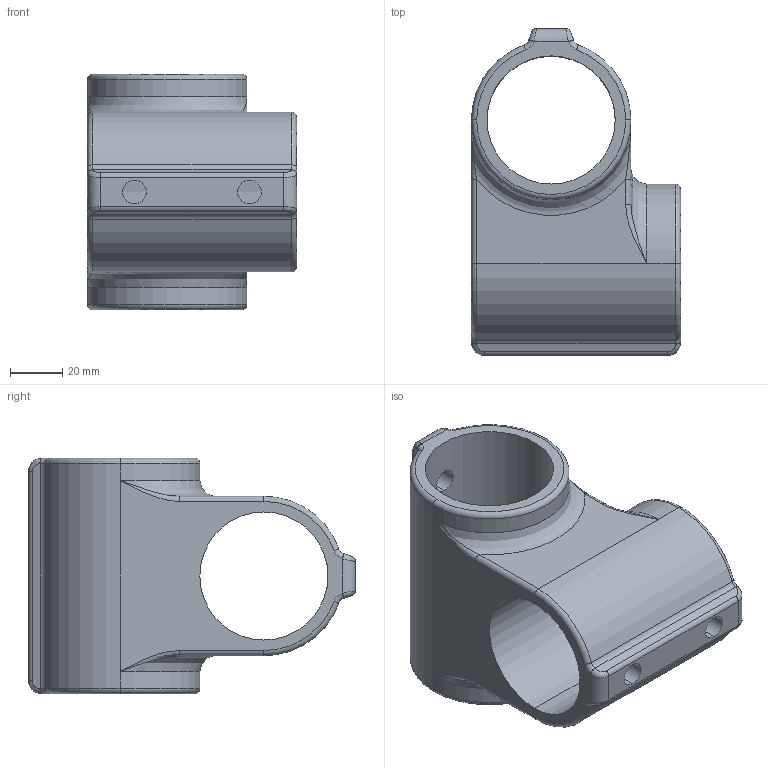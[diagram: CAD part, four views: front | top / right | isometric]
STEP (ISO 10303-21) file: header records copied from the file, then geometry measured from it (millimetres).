
FILE_DESCRIPTION (( 'STEP AP203' ), '1' );
FILE_NAME ('T194010.STEP', '2018-07-09T16:23:37', ( '' ), ( '' ), 'SwSTEP 2.0', 'SolidWorks 2016', '' );
FILE_SCHEMA (( 'CONFIG_CONTROL_DESIGN' ));
Length unit declared in the file: millimetre
Products named in the file (1): T194010
Bounding box: 80 x 125 x 90 mm (x, y, z)
Volume: 214032 mm3; surface area: 59605.1 mm2
Topology: 1 solids, 1 shells, 92 faces, 218 edges, 122 vertices
Faces by surface type: cylinder 43, torus 22, bspline 14, plane 13
Entity records: 3505 total; most frequent: CARTESIAN_POINT 1397, DIRECTION 440, ORIENTED_EDGE 424, EDGE_CURVE 212, AXIS2_PLACEMENT_3D 185, VERTEX_POINT 122, CIRCLE 106, EDGE_LOOP 104
